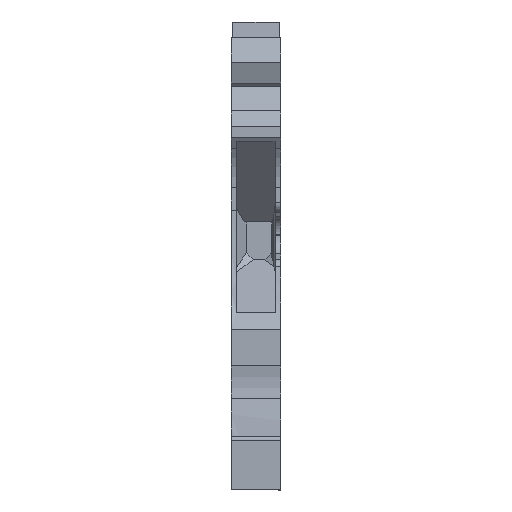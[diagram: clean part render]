
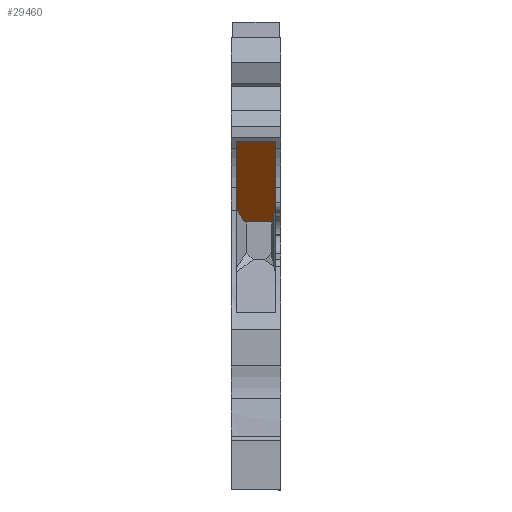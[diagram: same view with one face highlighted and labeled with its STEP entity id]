
A CAD part, front view. The second image highlights one B-rep face of the part: STEP entity #29460.
In plain terms, the highlighted face is planar.
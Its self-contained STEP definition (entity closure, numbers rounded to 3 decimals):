
#21740=CARTESIAN_POINT('',(7.345,19.64,
-5.05));
#21750=VERTEX_POINT('',#21740);
#21780=CARTESIAN_POINT('',(0.,25.516,
-5.05));
#21790=DIRECTION('',(0.781,-0.625,
0.));
#21800=VECTOR('',#21790,1.);
#21810=LINE('',#21780,#21800);
#21820=CARTESIAN_POINT('',(14.91,13.588,
-5.05));
#21830=VERTEX_POINT('',#21820);
#21840=EDGE_CURVE('',#21750,#21830,#21810,.T.);
#23090=CARTESIAN_POINT('',(0.,25.516,
-12.755));
#23100=DIRECTION('',(0.724,-0.579,
0.374));
#23110=VECTOR('',#23100,1.);
#23120=LINE('',#23090,#23110);
#23130=CARTESIAN_POINT('',(16.425,12.376,
-4.267));
#23140=VERTEX_POINT('',#23130);
#23150=EDGE_CURVE('',#21830,#23140,#23120,.T.);
#23550=CARTESIAN_POINT('',(16.425,12.376,
-0.45));
#23560=DIRECTION('',(0.,0.,-1.));
#23570=VECTOR('',#23560,1.);
#23580=LINE('',#23550,#23570);
#23590=CARTESIAN_POINT('',(16.425,12.376,
-1.386));
#23600=VERTEX_POINT('',#23590);
#23610=EDGE_CURVE('',#23600,#23140,#23580,.T.);
#23980=CARTESIAN_POINT('',(15.878,12.814,
-1.2));
#23990=VERTEX_POINT('',#23980);
#24170=CARTESIAN_POINT('',(0.,25.516,
4.189));
#24180=DIRECTION('',(-0.755,0.604,
0.256));
#24190=VECTOR('',#24180,1.);
#24200=LINE('',#24170,#24190);
#24210=EDGE_CURVE('',#23600,#23990,#24200,.T.);
#27500=CARTESIAN_POINT('',(14.065,14.264,
-1.));
#27510=VERTEX_POINT('',#27500);
#27540=CARTESIAN_POINT('',(0.,25.516,
-1.));
#27550=DIRECTION('',(-0.781,0.625,
0.));
#27560=VECTOR('',#27550,1.);
#27570=LINE('',#27540,#27560);
#27580=CARTESIAN_POINT('',(7.345,19.64,
-1.));
#27590=VERTEX_POINT('',#27580);
#27600=EDGE_CURVE('',#27510,#27590,#27570,.T.);
#28810=CARTESIAN_POINT('',(0.,25.516,
0.552));
#28820=DIRECTION('',(-0.778,0.622,
0.086));
#28830=VECTOR('',#28820,1.);
#28840=LINE('',#28810,#28830);
#28850=EDGE_CURVE('',#23990,#27510,#28840,.T.);
#28990=CARTESIAN_POINT('',(16.021,12.7,
-6.709));
#29000=DIRECTION('',(-0.625,-0.781,
0.));
#29010=DIRECTION('',(-0.781,0.625,
0.));
#29020=AXIS2_PLACEMENT_3D('',#28990,#29000,#29010);
#29030=PLANE('',#29020);
#29040=CARTESIAN_POINT('',(0.,25.516,-4.));
#29050=DIRECTION('',(0.781,-0.625,
0.));
#29060=VECTOR('',#29050,1.);
#29070=LINE('',#29040,#29060);
#29080=CARTESIAN_POINT('',(7.281,19.691,
-4.));
#29090=VERTEX_POINT('',#29080);
#29100=CARTESIAN_POINT('',(7.345,19.64,
-4.));
#29110=VERTEX_POINT('',#29100);
#29120=EDGE_CURVE('',#29090,#29110,#29070,.T.);
#29130=ORIENTED_EDGE('',*,*,#29120,.T.);
#29140=CARTESIAN_POINT('',(7.281,19.691,0.));
#29150=DIRECTION('',(0.,0.,1.));
#29160=VECTOR('',#29150,1.);
#29170=LINE('',#29140,#29160);
#29180=CARTESIAN_POINT('',(7.281,19.691,
-1.4));
#29190=VERTEX_POINT('',#29180);
#29200=EDGE_CURVE('',#29090,#29190,#29170,.T.);
#29210=ORIENTED_EDGE('',*,*,#29200,.F.);
#29220=CARTESIAN_POINT('',(0.,25.516,-1.4));
#29230=DIRECTION('',(-0.781,0.625,
0.));
#29240=VECTOR('',#29230,1.);
#29250=LINE('',#29220,#29240);
#29260=CARTESIAN_POINT('',(7.345,19.64,
-1.4));
#29270=VERTEX_POINT('',#29260);
#29280=EDGE_CURVE('',#29270,#29190,#29250,.T.);
#29290=ORIENTED_EDGE('',*,*,#29280,.T.);
#29300=CARTESIAN_POINT('',(7.345,19.64,
-0.45));
#29310=DIRECTION('',(0.,0.,1.));
#29320=VECTOR('',#29310,1.);
#29330=LINE('',#29300,#29320);
#29340=EDGE_CURVE('',#29270,#27590,#29330,.T.);
#29350=ORIENTED_EDGE('',*,*,#29340,.F.);
#29360=ORIENTED_EDGE('',*,*,#27600,.T.);
#29370=ORIENTED_EDGE('',*,*,#28850,.T.);
#29380=ORIENTED_EDGE('',*,*,#24210,.T.);
#29390=ORIENTED_EDGE('',*,*,#23610,.F.);
#29400=ORIENTED_EDGE('',*,*,#23150,.T.);
#29410=ORIENTED_EDGE('',*,*,#21840,.T.);
#29420=EDGE_CURVE('',#21750,#29110,#29330,.T.);
#29430=ORIENTED_EDGE('',*,*,#29420,.F.);
#29440=EDGE_LOOP('',(#29430,#29410,#29400,#29390,#29380,#29370,#29360,
#29350,#29290,#29210,#29130));
#29450=FACE_OUTER_BOUND('',#29440,.T.);
#29460=ADVANCED_FACE('',(#29450),#29030,.T.);
